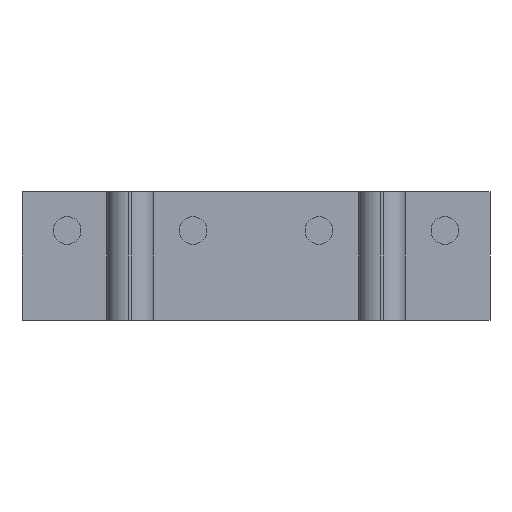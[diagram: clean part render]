
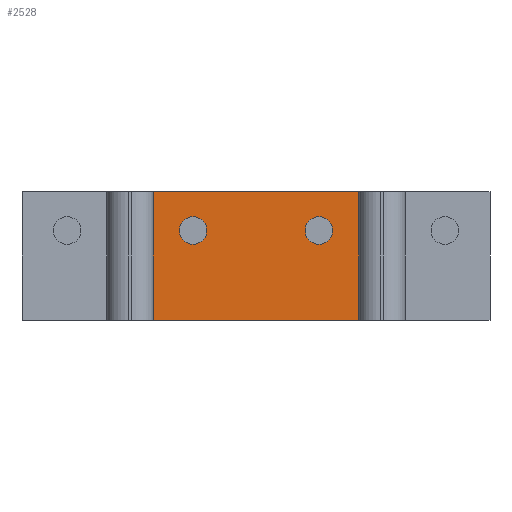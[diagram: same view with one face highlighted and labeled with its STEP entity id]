
A CAD part, front view. The second image highlights one B-rep face of the part: STEP entity #2528.
In plain terms, the highlighted planar face has unit normal (0, -1, 0).
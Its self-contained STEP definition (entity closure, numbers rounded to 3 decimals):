
#79=FACE_BOUND('',#320,.T.);
#80=FACE_BOUND('',#321,.T.);
#164=FACE_OUTER_BOUND('',#319,.T.);
#319=EDGE_LOOP('',(#1765,#1766,#1767,#1768));
#320=EDGE_LOOP('',(#1769,#1770));
#321=EDGE_LOOP('',(#1771,#1772));
#482=CIRCLE('',#2701,0.45);
#483=CIRCLE('',#2702,0.45);
#484=CIRCLE('',#2703,0.45);
#485=CIRCLE('',#2704,0.45);
#515=LINE('',#3408,#779);
#568=LINE('',#4000,#832);
#569=LINE('',#4002,#833);
#570=LINE('',#4003,#834);
#779=VECTOR('',#2847,6.68);
#832=VECTOR('',#2926,4.2);
#833=VECTOR('',#2927,6.68);
#834=VECTOR('',#2928,4.2);
#1046=VERTEX_POINT('',#3405);
#1047=VERTEX_POINT('',#3407);
#1135=VERTEX_POINT('',#3999);
#1136=VERTEX_POINT('',#4001);
#1137=VERTEX_POINT('',#4004);
#1138=VERTEX_POINT('',#4005);
#1139=VERTEX_POINT('',#4008);
#1140=VERTEX_POINT('',#4009);
#1298=EDGE_CURVE('',#1046,#1047,#515,.T.);
#1388=EDGE_CURVE('',#1046,#1135,#568,.T.);
#1389=EDGE_CURVE('',#1135,#1136,#569,.T.);
#1390=EDGE_CURVE('',#1047,#1136,#570,.T.);
#1391=EDGE_CURVE('',#1137,#1138,#482,.F.);
#1392=EDGE_CURVE('',#1138,#1137,#483,.F.);
#1393=EDGE_CURVE('',#1139,#1140,#484,.F.);
#1394=EDGE_CURVE('',#1140,#1139,#485,.F.);
#1765=ORIENTED_EDGE('',*,*,#1298,.F.);
#1766=ORIENTED_EDGE('',*,*,#1388,.T.);
#1767=ORIENTED_EDGE('',*,*,#1389,.T.);
#1768=ORIENTED_EDGE('',*,*,#1390,.F.);
#1769=ORIENTED_EDGE('',*,*,#1391,.F.);
#1770=ORIENTED_EDGE('',*,*,#1392,.F.);
#1771=ORIENTED_EDGE('',*,*,#1393,.F.);
#1772=ORIENTED_EDGE('',*,*,#1394,.F.);
#2414=PLANE('',#2700);
#2528=ADVANCED_FACE('',(#164,#79,#80),#2414,.F.);
#2700=AXIS2_PLACEMENT_3D('',#3998,#2924,#2925);
#2701=AXIS2_PLACEMENT_3D('',#4006,#2929,#2930);
#2702=AXIS2_PLACEMENT_3D('',#4007,#2931,#2932);
#2703=AXIS2_PLACEMENT_3D('',#4010,#2933,#2934);
#2704=AXIS2_PLACEMENT_3D('',#4011,#2935,#2936);
#2847=DIRECTION('',(1.,0.,0.));
#2924=DIRECTION('center_axis',(0.,1.,0.));
#2925=DIRECTION('ref_axis',(0.,0.,1.));
#2926=DIRECTION('',(0.,0.,-1.));
#2927=DIRECTION('',(1.,0.,0.));
#2928=DIRECTION('',(0.,0.,-1.));
#2929=DIRECTION('center_axis',(0.,1.,0.));
#2930=DIRECTION('ref_axis',(0.,0.,1.));
#2931=DIRECTION('center_axis',(0.,1.,0.));
#2932=DIRECTION('ref_axis',(0.,0.,1.));
#2933=DIRECTION('center_axis',(0.,1.,0.));
#2934=DIRECTION('ref_axis',(0.,0.,1.));
#2935=DIRECTION('center_axis',(0.,1.,0.));
#2936=DIRECTION('ref_axis',(0.,0.,1.));
#3405=CARTESIAN_POINT('',(-3.34,-5.84,4.2));
#3407=CARTESIAN_POINT('',(3.34,-5.84,4.2));
#3408=CARTESIAN_POINT('',(-3.34,-5.84,4.2));
#3998=CARTESIAN_POINT('Origin',(-7.62,-5.84,4.2));
#3999=CARTESIAN_POINT('',(-3.34,-5.84,0.));
#4000=CARTESIAN_POINT('',(-3.34,-5.84,4.2));
#4001=CARTESIAN_POINT('',(3.34,-5.84,0.));
#4002=CARTESIAN_POINT('',(-3.34,-5.84,0.));
#4003=CARTESIAN_POINT('',(3.34,-5.84,4.2));
#4004=CARTESIAN_POINT('',(-2.05,-5.84,3.38));
#4005=CARTESIAN_POINT('',(-2.05,-5.84,2.48));
#4006=CARTESIAN_POINT('Origin',(-2.05,-5.84,2.93));
#4007=CARTESIAN_POINT('Origin',(-2.05,-5.84,2.93));
#4008=CARTESIAN_POINT('',(2.05,-5.84,3.38));
#4009=CARTESIAN_POINT('',(2.05,-5.84,2.48));
#4010=CARTESIAN_POINT('Origin',(2.05,-5.84,2.93));
#4011=CARTESIAN_POINT('Origin',(2.05,-5.84,2.93));
